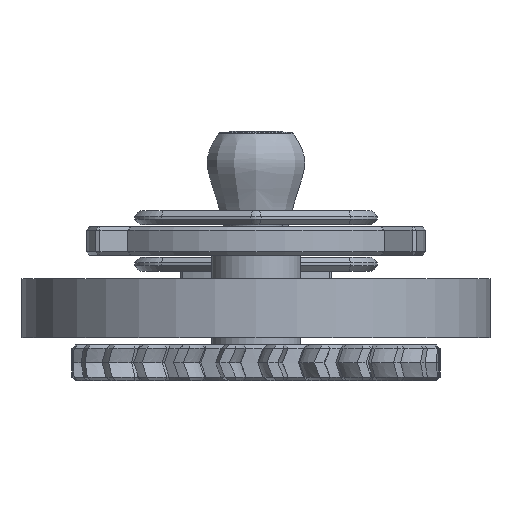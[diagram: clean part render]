
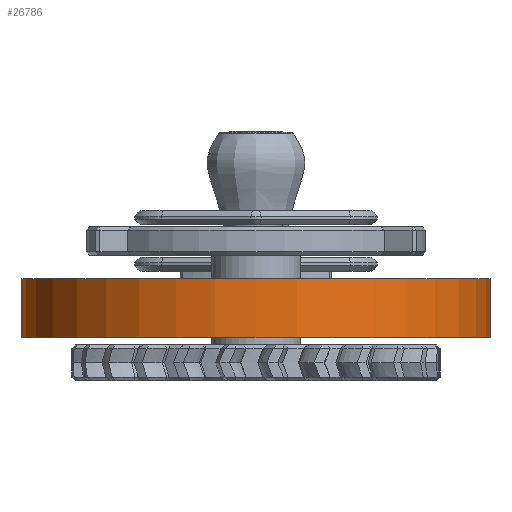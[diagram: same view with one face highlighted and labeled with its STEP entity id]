
A CAD part, left-side view. The second image highlights one B-rep face of the part: STEP entity #26786.
In plain terms, the highlighted cylindrical face has radius 32.75 mm (diameter 65.5 mm), a partial arc.
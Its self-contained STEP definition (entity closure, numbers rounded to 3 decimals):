
#4723=CIRCLE('',#28464,32.75);
#4735=CIRCLE('',#28491,32.75);
#5182=CYLINDRICAL_SURFACE('',#28490,32.75);
#5311=FACE_OUTER_BOUND('',#6914,.T.);
#6914=EDGE_LOOP('',(#17549,#17550,#17551,#17552));
#8562=LINE('',#32220,#9267);
#8563=LINE('',#32224,#9268);
#9267=VECTOR('',#29554,10.);
#9268=VECTOR('',#29559,10.);
#9955=VERTEX_POINT('',#32158);
#9958=VERTEX_POINT('',#32163);
#9973=VERTEX_POINT('',#32218);
#9974=VERTEX_POINT('',#32222);
#12943=EDGE_CURVE('',#9958,#9955,#4723,.T.);
#12969=EDGE_CURVE('',#9958,#9973,#8562,.T.);
#12970=EDGE_CURVE('',#9974,#9973,#4735,.T.);
#12971=EDGE_CURVE('',#9955,#9974,#8563,.T.);
#17549=ORIENTED_EDGE('',*,*,#12943,.F.);
#17550=ORIENTED_EDGE('',*,*,#12969,.T.);
#17551=ORIENTED_EDGE('',*,*,#12970,.F.);
#17552=ORIENTED_EDGE('',*,*,#12971,.F.);
#26786=ADVANCED_FACE('',(#5311),#5182,.T.);
#28464=AXIS2_PLACEMENT_3D('',#32165,#29488,#29489);
#28490=AXIS2_PLACEMENT_3D('',#32221,#29555,#29556);
#28491=AXIS2_PLACEMENT_3D('',#32223,#29557,#29558);
#29488=DIRECTION('center_axis',(0.,0.,1.));
#29489=DIRECTION('ref_axis',(1.,0.,0.));
#29554=DIRECTION('',(0.,0.,-1.));
#29555=DIRECTION('center_axis',(0.,0.,-1.));
#29556=DIRECTION('ref_axis',(-1.,0.,0.));
#29557=DIRECTION('center_axis',(0.,0.,-1.));
#29558=DIRECTION('ref_axis',(1.,0.,0.));
#29559=DIRECTION('',(0.,0.,-1.));
#32158=CARTESIAN_POINT('',(-24.,-32.75,0.));
#32163=CARTESIAN_POINT('',(-24.,32.75,0.));
#32165=CARTESIAN_POINT('Origin',(-24.,0.,0.));
#32218=CARTESIAN_POINT('',(-24.,32.75,-8.3));
#32220=CARTESIAN_POINT('',(-24.,32.75,0.));
#32221=CARTESIAN_POINT('Origin',(-24.,0.,0.));
#32222=CARTESIAN_POINT('',(-24.,-32.75,-8.3));
#32223=CARTESIAN_POINT('Origin',(-24.,0.,-8.3));
#32224=CARTESIAN_POINT('',(-24.,-32.75,0.));
